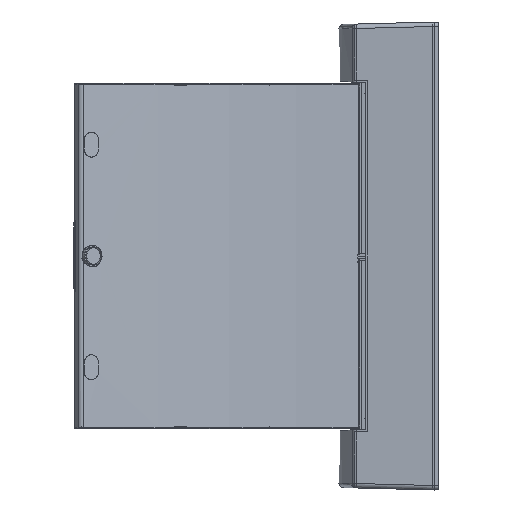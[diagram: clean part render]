
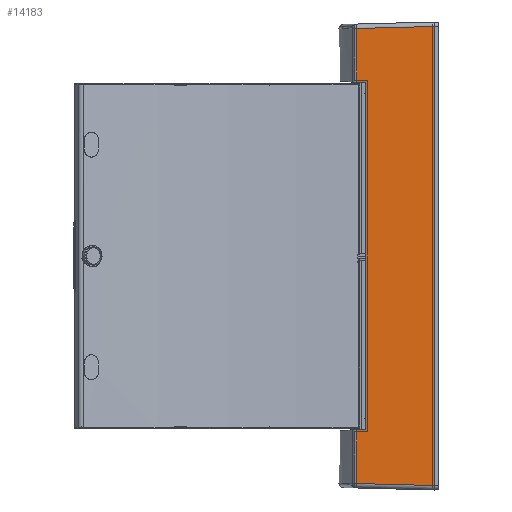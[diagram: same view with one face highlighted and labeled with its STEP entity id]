
A CAD part, left-side view. The second image highlights one B-rep face of the part: STEP entity #14183.
In plain terms, the highlighted planar face has unit normal (-1, 0.026, 0).
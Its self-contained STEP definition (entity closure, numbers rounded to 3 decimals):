
#1925=ORIENTED_EDGE('',*,*,#5848,.T.);
#1926=ORIENTED_EDGE('',*,*,#5932,.F.);
#1927=ORIENTED_EDGE('',*,*,#5933,.F.);
#1928=ORIENTED_EDGE('',*,*,#5934,.T.);
#1929=ORIENTED_EDGE('',*,*,#5924,.T.);
#1930=ORIENTED_EDGE('',*,*,#5935,.T.);
#1931=ORIENTED_EDGE('',*,*,#5827,.F.);
#1932=ORIENTED_EDGE('',*,*,#5837,.F.);
#5827=EDGE_CURVE('',#7852,#7854,#9270,.T.);
#5837=EDGE_CURVE('',#7859,#7852,#9273,.T.);
#5848=EDGE_CURVE('',#7859,#7866,#9279,.T.);
#5924=EDGE_CURVE('',#7905,#7908,#9335,.T.);
#5932=EDGE_CURVE('',#7912,#7866,#9337,.T.);
#5933=EDGE_CURVE('',#7913,#7912,#9338,.T.);
#5934=EDGE_CURVE('',#7913,#7905,#9339,.T.);
#5935=EDGE_CURVE('',#7908,#7854,#9340,.T.);
#7852=VERTEX_POINT('',#21587);
#7854=VERTEX_POINT('',#21590);
#7859=VERTEX_POINT('',#21654);
#7866=VERTEX_POINT('',#21691);
#7905=VERTEX_POINT('',#21912);
#7908=VERTEX_POINT('',#21920);
#7912=VERTEX_POINT('',#21979);
#7913=VERTEX_POINT('',#21981);
#9270=LINE('',#21589,#10516);
#9273=LINE('',#21653,#10519);
#9279=LINE('',#21692,#10525);
#9335=LINE('',#21921,#10581);
#9337=LINE('',#21978,#10583);
#9338=LINE('',#21980,#10584);
#9339=LINE('',#21982,#10585);
#9340=LINE('',#21983,#10586);
#10516=VECTOR('',#17065,1000.);
#10519=VECTOR('',#17084,1000.);
#10525=VECTOR('',#17094,1000.);
#10581=VECTOR('',#17242,1000.);
#10583=VECTOR('',#17260,1000.);
#10584=VECTOR('',#17261,1000.);
#10585=VECTOR('',#17262,1000.);
#10586=VECTOR('',#17263,1000.);
#11673=EDGE_LOOP('',(#1925,#1926,#1927,#1928,#1929,#1930,#1931,#1932));
#12669=FACE_BOUND('',#11673,.T.);
#13612=PLANE('',#15197);
#14183=ADVANCED_FACE('',(#12669),#13612,.T.);
#15197=AXIS2_PLACEMENT_3D('',#21977,#17258,#17259);
#17065=DIRECTION('',(-0.026,-0.999,0.026));
#17084=DIRECTION('',(0.,0.,1.));
#17094=DIRECTION('',(-0.026,-0.999,-0.026));
#17242=DIRECTION('',(-0.026,-0.999,-0.026));
#17258=DIRECTION('',(-1.,0.026,0.));
#17259=DIRECTION('',(-0.026,-1.,0.));
#17260=DIRECTION('',(0.,0.,1.));
#17261=DIRECTION('',(-0.026,-0.999,0.026));
#17262=DIRECTION('',(0.,0.,-1.));
#17263=DIRECTION('',(0.,0.,1.));
#21587=CARTESIAN_POINT('',(-195.612,87.393,255.513));
#21589=CARTESIAN_POINT('',(-197.903,-0.131,257.805));
#21590=CARTESIAN_POINT('',(-197.9,0.,257.802));
#21653=CARTESIAN_POINT('',(-195.612,87.393,262.8));
#21654=CARTESIAN_POINT('',(-195.612,87.393,195.272));
#21691=CARTESIAN_POINT('',(-195.884,77.002,195.));
#21692=CARTESIAN_POINT('',(-195.816,79.569,195.067));
#21912=CARTESIAN_POINT('',(-195.612,87.393,-255.513));
#21920=CARTESIAN_POINT('',(-197.9,0.,-257.802));
#21921=CARTESIAN_POINT('',(-197.903,-0.131,-257.805));
#21977=CARTESIAN_POINT('',(-195.503,91.55,-262.8));
#21978=CARTESIAN_POINT('',(-195.884,77.002,-195.));
#21979=CARTESIAN_POINT('',(-195.884,77.002,-195.));
#21980=CARTESIAN_POINT('',(-195.884,77.002,-195.));
#21981=CARTESIAN_POINT('',(-195.612,87.393,-195.272));
#21982=CARTESIAN_POINT('',(-195.612,87.393,-262.8));
#21983=CARTESIAN_POINT('',(-197.9,0.,-262.8));
